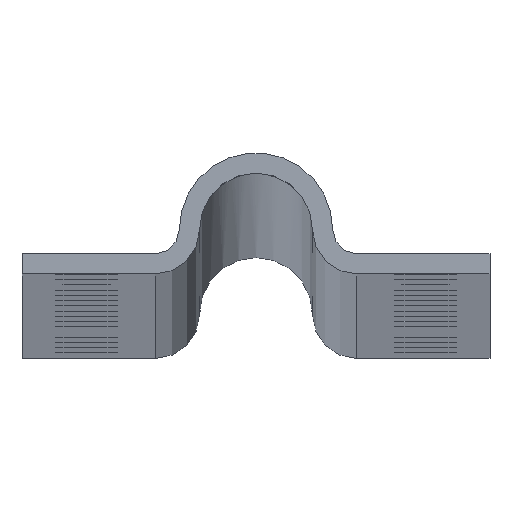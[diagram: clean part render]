
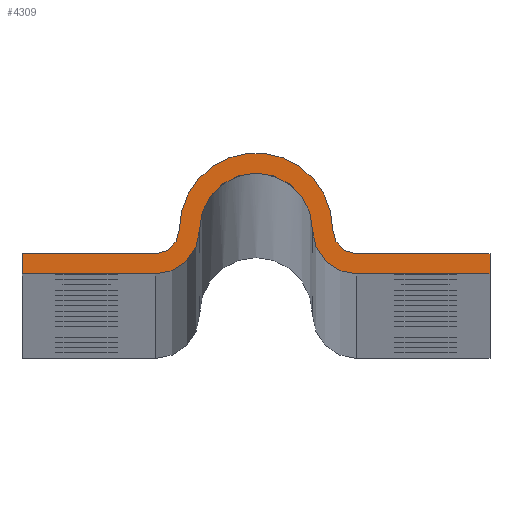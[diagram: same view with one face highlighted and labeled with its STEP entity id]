
A CAD part, top view. The second image highlights one B-rep face of the part: STEP entity #4309.
In plain terms, the highlighted planar face has unit normal (0, 0, 1).
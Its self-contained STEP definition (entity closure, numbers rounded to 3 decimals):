
#63 = EDGE_CURVE ( 'NONE', #14038, #1600, #8556, .T. ) ;
#89 = CARTESIAN_POINT ( 'NONE',  ( 12.5, 5.5, 3000. ) ) ;
#126 = CARTESIAN_POINT ( 'NONE',  ( 12.5, 2.5, 3000. ) ) ;
#226 = CIRCLE ( 'NONE', #15565, 5.5 ) ;
#473 = DIRECTION ( 'NONE',  ( 0., 0., 1. ) ) ;
#878 = VERTEX_POINT ( 'NONE', #13280 ) ;
#977 = CARTESIAN_POINT ( 'NONE',  ( 29., 0., 3000. ) ) ;
#1243 = CARTESIAN_POINT ( 'NONE',  ( 29., 0., 3000. ) ) ;
#1600 = VERTEX_POINT ( 'NONE', #8091 ) ;
#1688 = CARTESIAN_POINT ( 'NONE',  ( -29., 2.5, 3000. ) ) ;
#2262 = LINE ( 'NONE', #2624, #13069 ) ;
#2266 = AXIS2_PLACEMENT_3D ( 'NONE', #10285, #9109, #7844 ) ;
#2354 = CIRCLE ( 'NONE', #2266, 9.5 ) ;
#2402 = CIRCLE ( 'NONE', #15985, 5.5 ) ;
#2409 = EDGE_CURVE ( 'NONE', #10954, #13278, #14028, .T. ) ;
#2568 = AXIS2_PLACEMENT_3D ( 'NONE', #4704, #13310, #14543 ) ;
#2577 = CARTESIAN_POINT ( 'NONE',  ( -12.5, 5.5, 3000. ) ) ;
#2615 = ORIENTED_EDGE ( 'NONE', *, *, #2409, .T. ) ;
#2624 = CARTESIAN_POINT ( 'NONE',  ( 29., 2.5, 3000. ) ) ;
#2645 = ORIENTED_EDGE ( 'NONE', *, *, #63, .T. ) ;
#2655 = CARTESIAN_POINT ( 'NONE',  ( -7., 5.5, 3000. ) ) ;
#2806 = AXIS2_PLACEMENT_3D ( 'NONE', #4237, #473, #14142 ) ;
#2951 = ORIENTED_EDGE ( 'NONE', *, *, #11827, .T. ) ;
#3147 = VECTOR ( 'NONE', #10999, 1000. ) ;
#3283 = ORIENTED_EDGE ( 'NONE', *, *, #11008, .F. ) ;
#3741 = DIRECTION ( 'NONE',  ( 0., 0., -1. ) ) ;
#3754 = DIRECTION ( 'NONE',  ( 1., 0., 0. ) ) ;
#3877 = DIRECTION ( 'NONE',  ( 0., 0., -1. ) ) ;
#3920 = DIRECTION ( 'NONE',  ( 0., 0., -1. ) ) ;
#4002 = DIRECTION ( 'NONE',  ( 0., -1., 0. ) ) ;
#4116 = ORIENTED_EDGE ( 'NONE', *, *, #5898, .T. ) ;
#4119 = VERTEX_POINT ( 'NONE', #977 ) ;
#4237 = CARTESIAN_POINT ( 'NONE',  ( 12.5, 5.5, 3000. ) ) ;
#4309 = ADVANCED_FACE ( 'NONE', ( #13229 ), #12070, .T. ) ;
#4704 = CARTESIAN_POINT ( 'NONE',  ( -12.5, 5.5, 3000. ) ) ;
#5517 = DIRECTION ( 'NONE',  ( 1., 0., 0. ) ) ;
#5861 = CARTESIAN_POINT ( 'NONE',  ( -29., 0., 3000. ) ) ;
#5878 = EDGE_CURVE ( 'NONE', #13462, #7311, #2262, .T. ) ;
#5898 = EDGE_CURVE ( 'NONE', #8753, #14038, #9777, .T. ) ;
#5899 = LINE ( 'NONE', #11525, #7650 ) ;
#6064 = VECTOR ( 'NONE', #9737, 1000. ) ;
#6555 = CARTESIAN_POINT ( 'NONE',  ( 12.5, 0., 3000. ) ) ;
#6679 = DIRECTION ( 'NONE',  ( -1., 0., 0. ) ) ;
#6725 = EDGE_CURVE ( 'NONE', #1600, #12534, #8266, .T. ) ;
#7065 = CARTESIAN_POINT ( 'NONE',  ( -12.5, 2.5, 3000. ) ) ;
#7113 = DIRECTION ( 'NONE',  ( -1., 0., 0. ) ) ;
#7311 = VERTEX_POINT ( 'NONE', #9847 ) ;
#7650 = VECTOR ( 'NONE', #4002, 1000. ) ;
#7844 = DIRECTION ( 'NONE',  ( -1., 0., 0. ) ) ;
#7949 = DIRECTION ( 'NONE',  ( 0., 0., 1. ) ) ;
#8091 = CARTESIAN_POINT ( 'NONE',  ( -29., 2.5, 3000. ) ) ;
#8178 = LINE ( 'NONE', #5861, #6064 ) ;
#8257 = VERTEX_POINT ( 'NONE', #6555 ) ;
#8266 = LINE ( 'NONE', #9807, #15564 ) ;
#8326 = AXIS2_PLACEMENT_3D ( 'NONE', #2577, #3920, #13767 ) ;
#8556 = LINE ( 'NONE', #1688, #11433 ) ;
#8661 = EDGE_LOOP ( 'NONE', ( #12884, #12241, #2615, #3283, #14538, #11648, #14154, #11320, #2951, #4116, #2645, #13070 ) ) ;
#8699 = DIRECTION ( 'NONE',  ( -1., 0., 0. ) ) ;
#8753 = VERTEX_POINT ( 'NONE', #12656 ) ;
#9109 = DIRECTION ( 'NONE',  ( 0., 0., 1. ) ) ;
#9550 = CARTESIAN_POINT ( 'NONE',  ( 0., 5.5, 3000. ) ) ;
#9737 = DIRECTION ( 'NONE',  ( 1., 0., 0. ) ) ;
#9773 = EDGE_CURVE ( 'NONE', #7311, #4119, #5899, .T. ) ;
#9777 = CIRCLE ( 'NONE', #8326, 3. ) ;
#9807 = CARTESIAN_POINT ( 'NONE',  ( -29., 0., 3000. ) ) ;
#9847 = CARTESIAN_POINT ( 'NONE',  ( 29., 2.5, 3000. ) ) ;
#9881 = EDGE_CURVE ( 'NONE', #878, #10954, #2402, .T. ) ;
#10087 = LINE ( 'NONE', #1243, #3147 ) ;
#10231 = CIRCLE ( 'NONE', #2806, 3. ) ;
#10285 = CARTESIAN_POINT ( 'NONE',  ( 0., 5.5, 3000. ) ) ;
#10630 = CARTESIAN_POINT ( 'NONE',  ( -29., 0., 3000. ) ) ;
#10903 = EDGE_CURVE ( 'NONE', #12534, #878, #8178, .T. ) ;
#10954 = VERTEX_POINT ( 'NONE', #2655 ) ;
#10999 = DIRECTION ( 'NONE',  ( -1., 0., 0. ) ) ;
#11008 = EDGE_CURVE ( 'NONE', #8257, #13278, #226, .T. ) ;
#11320 = ORIENTED_EDGE ( 'NONE', *, *, #12384, .F. ) ;
#11433 = VECTOR ( 'NONE', #6679, 1000. ) ;
#11485 = AXIS2_PLACEMENT_3D ( 'NONE', #9550, #3877, #7113 ) ;
#11525 = CARTESIAN_POINT ( 'NONE',  ( 29., 0., 3000. ) ) ;
#11648 = ORIENTED_EDGE ( 'NONE', *, *, #9773, .F. ) ;
#11798 = CARTESIAN_POINT ( 'NONE',  ( -12.5, 5.5, 3000. ) ) ;
#11827 = EDGE_CURVE ( 'NONE', #12173, #8753, #2354, .T. ) ;
#12070 = PLANE ( 'NONE',  #2568 ) ;
#12173 = VERTEX_POINT ( 'NONE', #12280 ) ;
#12241 = ORIENTED_EDGE ( 'NONE', *, *, #9881, .T. ) ;
#12280 = CARTESIAN_POINT ( 'NONE',  ( 9.5, 5.5, 3000. ) ) ;
#12384 = EDGE_CURVE ( 'NONE', #12173, #13462, #10231, .T. ) ;
#12534 = VERTEX_POINT ( 'NONE', #10630 ) ;
#12656 = CARTESIAN_POINT ( 'NONE',  ( -9.5, 5.5, 3000. ) ) ;
#12884 = ORIENTED_EDGE ( 'NONE', *, *, #10903, .T. ) ;
#13069 = VECTOR ( 'NONE', #3754, 1000. ) ;
#13070 = ORIENTED_EDGE ( 'NONE', *, *, #6725, .T. ) ;
#13229 = FACE_OUTER_BOUND ( 'NONE', #8661, .T. ) ;
#13278 = VERTEX_POINT ( 'NONE', #15379 ) ;
#13280 = CARTESIAN_POINT ( 'NONE',  ( -12.5, 0., 3000. ) ) ;
#13310 = DIRECTION ( 'NONE',  ( 0., 0., 1. ) ) ;
#13418 = DIRECTION ( 'NONE',  ( 0., -1., 0. ) ) ;
#13462 = VERTEX_POINT ( 'NONE', #126 ) ;
#13767 = DIRECTION ( 'NONE',  ( 1., 0., 0. ) ) ;
#14028 = CIRCLE ( 'NONE', #11485, 7. ) ;
#14038 = VERTEX_POINT ( 'NONE', #7065 ) ;
#14142 = DIRECTION ( 'NONE',  ( -1., 0., 0. ) ) ;
#14154 = ORIENTED_EDGE ( 'NONE', *, *, #5878, .F. ) ;
#14538 = ORIENTED_EDGE ( 'NONE', *, *, #14644, .F. ) ;
#14543 = DIRECTION ( 'NONE',  ( 1., 0., 0. ) ) ;
#14644 = EDGE_CURVE ( 'NONE', #4119, #8257, #10087, .T. ) ;
#15379 = CARTESIAN_POINT ( 'NONE',  ( 7., 5.5, 3000. ) ) ;
#15564 = VECTOR ( 'NONE', #13418, 1000. ) ;
#15565 = AXIS2_PLACEMENT_3D ( 'NONE', #89, #3741, #8699 ) ;
#15985 = AXIS2_PLACEMENT_3D ( 'NONE', #11798, #7949, #5517 ) ;
